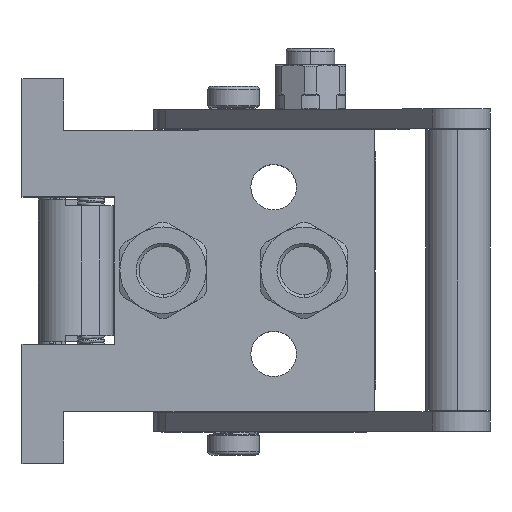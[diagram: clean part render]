
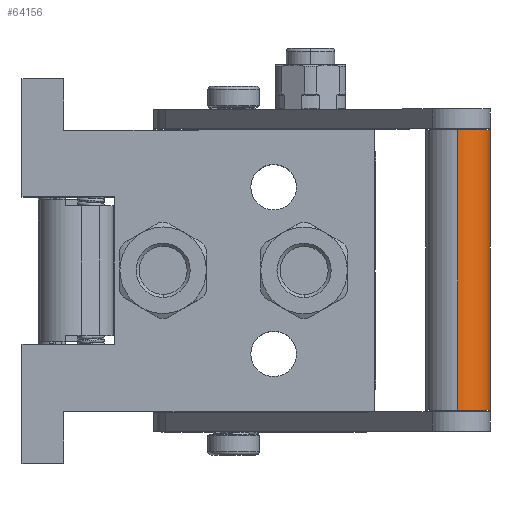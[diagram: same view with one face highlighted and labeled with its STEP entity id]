
A CAD part, top view. The second image highlights one B-rep face of the part: STEP entity #64156.
In plain terms, the highlighted cylindrical face has radius 10 mm (diameter 20 mm), a partial arc.
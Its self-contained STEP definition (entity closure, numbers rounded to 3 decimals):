
#484 = DIRECTION ( 'NONE',  ( 0., 0., -1. ) ) ;
#1503 = CARTESIAN_POINT ( 'NONE',  ( 0., 0., -10. ) ) ;
#3067 = VERTEX_POINT ( 'NONE', #1503 ) ;
#4703 = EDGE_CURVE ( 'NONE', #21428, #19576, #25295, .T. ) ;
#4832 = EDGE_CURVE ( 'NONE', #3067, #21428, #51254, .T. ) ;
#7631 = CARTESIAN_POINT ( 'NONE',  ( -87.5, 0., 10. ) ) ;
#8430 = CARTESIAN_POINT ( 'NONE',  ( 0., 0., 10. ) ) ;
#17104 = CARTESIAN_POINT ( 'NONE',  ( -87.5, 0., 0. ) ) ;
#17504 = DIRECTION ( 'NONE',  ( -1., 0., 0. ) ) ;
#19576 = VERTEX_POINT ( 'NONE', #7631 ) ;
#19688 = AXIS2_PLACEMENT_3D ( 'NONE', #105675, #72646, #89354 ) ;
#21428 = VERTEX_POINT ( 'NONE', #79257 ) ;
#22807 = ORIENTED_EDGE ( 'NONE', *, *, #4832, .F. ) ;
#25295 = LINE ( 'NONE', #8430, #48642 ) ;
#27213 = DIRECTION ( 'NONE',  ( 1., 0., 0. ) ) ;
#30123 = ORIENTED_EDGE ( 'NONE', *, *, #78669, .T. ) ;
#32232 = VERTEX_POINT ( 'NONE', #66134 ) ;
#48642 = VECTOR ( 'NONE', #85727, 1000. ) ;
#51254 = CIRCLE ( 'NONE', #63480, 10. ) ;
#57221 = FACE_OUTER_BOUND ( 'NONE', #98752, .T. ) ;
#58911 = CARTESIAN_POINT ( 'NONE',  ( 0., 0., -10. ) ) ;
#60321 = CARTESIAN_POINT ( 'NONE',  ( 0., 0., 0. ) ) ;
#63480 = AXIS2_PLACEMENT_3D ( 'NONE', #60321, #27213, #85399 ) ;
#64156 = ADVANCED_FACE ( 'NONE', ( #57221 ), #104003, .T. ) ;
#66134 = CARTESIAN_POINT ( 'NONE',  ( -87.5, 0., -10. ) ) ;
#66250 = LINE ( 'NONE', #58911, #89654 ) ;
#72646 = DIRECTION ( 'NONE',  ( -1., 0., 0. ) ) ;
#76371 = DIRECTION ( 'NONE',  ( 1., 0., 0. ) ) ;
#78669 = EDGE_CURVE ( 'NONE', #32232, #19576, #81390, .T. ) ;
#79257 = CARTESIAN_POINT ( 'NONE',  ( 0., 0., 10. ) ) ;
#81390 = CIRCLE ( 'NONE', #96513, 10. ) ;
#85399 = DIRECTION ( 'NONE',  ( 0., 0., -1. ) ) ;
#85727 = DIRECTION ( 'NONE',  ( -1., 0., 0. ) ) ;
#89354 = DIRECTION ( 'NONE',  ( 0., 0., 1. ) ) ;
#89510 = ORIENTED_EDGE ( 'NONE', *, *, #4703, .F. ) ;
#89654 = VECTOR ( 'NONE', #17504, 1000. ) ;
#96513 = AXIS2_PLACEMENT_3D ( 'NONE', #17104, #76371, #484 ) ;
#98752 = EDGE_LOOP ( 'NONE', ( #30123, #89510, #22807, #100962 ) ) ;
#100962 = ORIENTED_EDGE ( 'NONE', *, *, #102288, .T. ) ;
#102288 = EDGE_CURVE ( 'NONE', #3067, #32232, #66250, .T. ) ;
#104003 = CYLINDRICAL_SURFACE ( 'NONE', #19688, 10. ) ;
#105675 = CARTESIAN_POINT ( 'NONE',  ( -96.825, 0., 0. ) ) ;
